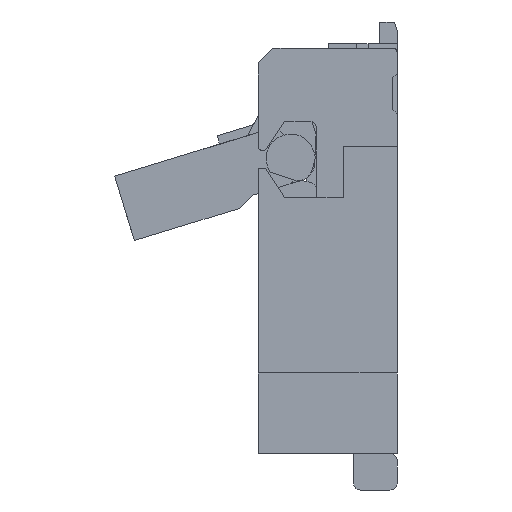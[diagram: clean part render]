
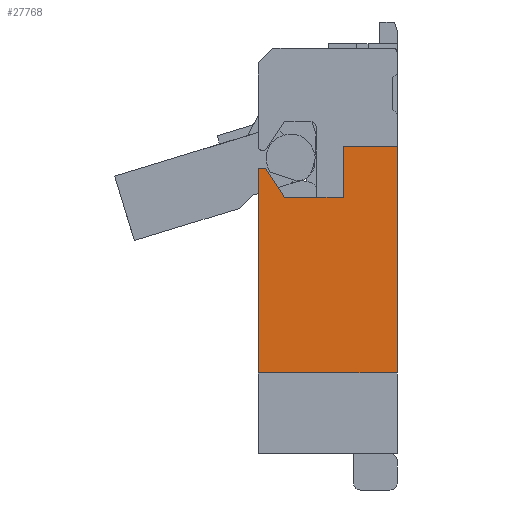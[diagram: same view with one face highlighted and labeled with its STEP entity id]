
A CAD part, left-side view. The second image highlights one B-rep face of the part: STEP entity #27768.
In plain terms, the highlighted planar face has unit normal (-1, 0, 0).
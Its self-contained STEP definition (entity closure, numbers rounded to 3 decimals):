
#1=DIRECTION('',(0.,-0.545,-0.838));
#2=VECTOR('',#1,0.239);
#3=CARTESIAN_POINT('',(0.,0.9,1.95));
#4=LINE('24100',#3,#2);
#5=DIRECTION('',(0.,1.,0.));
#6=VECTOR('',#5,0.95);
#7=CARTESIAN_POINT('',(0.,0.,0.55));
#8=LINE('24095',#7,#6);
#13=DIRECTION('',(0.,0.,1.));
#14=VECTOR('',#13,1.55);
#15=CARTESIAN_POINT('',(0.,0.,0.55));
#16=LINE('24096',#15,#14);
#21=DIRECTION('',(0.,1.,0.));
#22=VECTOR('',#21,0.37);
#23=CARTESIAN_POINT('',(0.,0.,2.1));
#24=LINE('24097',#23,#22);
#68=DIRECTION('',(0.,1.,0.));
#69=VECTOR('',#68,0.4);
#70=CARTESIAN_POINT('',(0.,0.37,1.75));
#71=LINE('24099',#70,#69);
#171=DIRECTION('',(0.,0.,-1.));
#172=VECTOR('',#171,1.4);
#173=CARTESIAN_POINT('',(0.,0.95,1.95));
#174=LINE('24102',#173,#172);
#1973=DIRECTION('',(0.,1.,0.));
#1974=VECTOR('',#1973,0.05);
#1975=CARTESIAN_POINT('',(0.,0.9,1.95));
#1976=LINE('24101',#1975,#1974);
#21257=DIRECTION('',(0.,0.,1.));
#21258=VECTOR('',#21257,0.35);
#21259=CARTESIAN_POINT('',(0.,0.37,1.75));
#21260=LINE('24098',#21259,#21258);
#21265=CARTESIAN_POINT('',(0.,0.,0.55));
#21266=CARTESIAN_POINT('',(0.,0.95,0.55));
#21267=VERTEX_POINT('',#21265);
#21268=VERTEX_POINT('',#21266);
#21269=CARTESIAN_POINT('',(0.,0.,2.1));
#21270=VERTEX_POINT('',#21269);
#21271=CARTESIAN_POINT('',(0.,0.37,2.1));
#21272=VERTEX_POINT('',#21271);
#21273=CARTESIAN_POINT('',(0.,0.37,1.75));
#21274=VERTEX_POINT('',#21273);
#21275=CARTESIAN_POINT('',(0.,0.77,1.75));
#21276=VERTEX_POINT('',#21275);
#21277=CARTESIAN_POINT('',(0.,0.9,1.95));
#21278=VERTEX_POINT('',#21277);
#21279=CARTESIAN_POINT('',(0.,0.95,1.95));
#21280=VERTEX_POINT('',#21279);
#27745=CARTESIAN_POINT('',(0.,0.475,1.325));
#27746=DIRECTION('',(1.,0.,0.));
#27747=DIRECTION('',(0.,0.,-1.));
#27748=AXIS2_PLACEMENT_3D('',#27745,#27746,#27747);
#27749=PLANE('22426',#27748);
#27751=ORIENTED_EDGE('24095',*,*,#27750,.T.);
#27753=ORIENTED_EDGE('24102',*,*,#27752,.F.);
#27755=ORIENTED_EDGE('24101',*,*,#27754,.F.);
#27757=ORIENTED_EDGE('24100',*,*,#27756,.T.);
#27759=ORIENTED_EDGE('24099',*,*,#27758,.F.);
#27761=ORIENTED_EDGE('24098',*,*,#27760,.T.);
#27763=ORIENTED_EDGE('24097',*,*,#27762,.F.);
#27765=ORIENTED_EDGE('24096',*,*,#27764,.F.);
#27766=EDGE_LOOP('22426',(#27751,#27753,#27755,#27757,#27759,#27761,#27763,
#27765));
#27767=FACE_OUTER_BOUND('22426',#27766,.F.);
#27768=ADVANCED_FACE('22426',(#27767),#27749,.F.);
#27750=EDGE_CURVE('24095',#21267,#21268,#8,.T.);
#27752=EDGE_CURVE('24102',#21280,#21268,#174,.T.);
#27754=EDGE_CURVE('24101',#21278,#21280,#1976,.T.);
#27756=EDGE_CURVE('24100',#21278,#21276,#4,.T.);
#27758=EDGE_CURVE('24099',#21274,#21276,#71,.T.);
#27760=EDGE_CURVE('24098',#21274,#21272,#21260,.T.);
#27762=EDGE_CURVE('24097',#21270,#21272,#24,.T.);
#27764=EDGE_CURVE('24096',#21267,#21270,#16,.T.);
